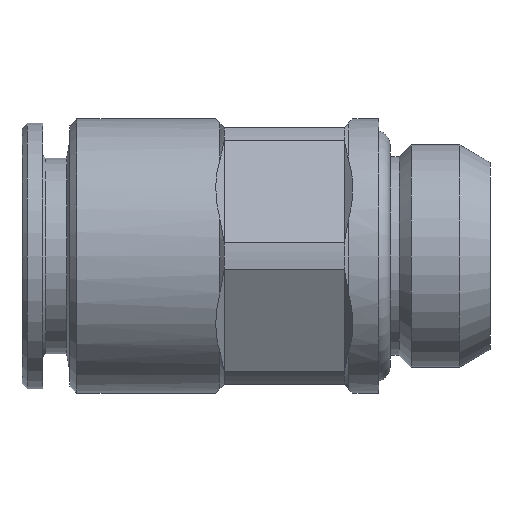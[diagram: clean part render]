
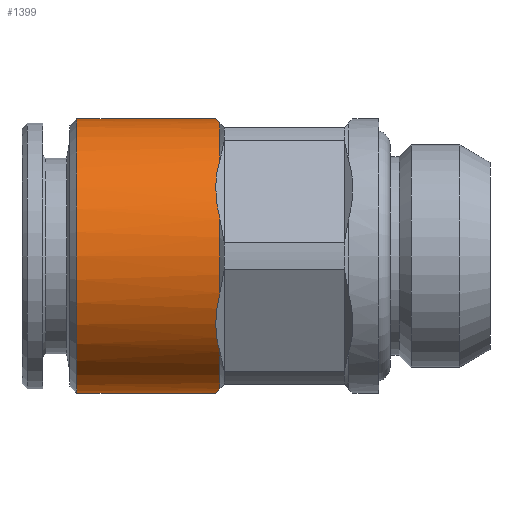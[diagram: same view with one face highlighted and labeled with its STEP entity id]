
A CAD part, left-side view. The second image highlights one B-rep face of the part: STEP entity #1399.
In plain terms, the highlighted cylindrical face has radius 8 mm (diameter 16 mm), a partial arc.
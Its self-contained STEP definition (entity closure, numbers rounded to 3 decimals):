
#45 = CARTESIAN_POINT ( 'NONE',  ( -6.664, 16.085, 4.628 ) ) ;
#58 = CARTESIAN_POINT ( 'NONE',  ( -7.704, 15.75, 2.157 ) ) ;
#59 = CARTESIAN_POINT ( 'NONE',  ( -7.34, 16.085, 3.458 ) ) ;
#83 = CARTESIAN_POINT ( 'NONE',  ( -5.72, 15.75, 5.593 ) ) ;
#88 = CARTESIAN_POINT ( 'NONE',  ( -1.984, 15.75, -7.75 ) ) ;
#161 = CARTESIAN_POINT ( 'NONE',  ( -5.72, 15.75, 5.593 ) ) ;
#163 =( BOUNDED_CURVE ( )  B_SPLINE_CURVE ( 3, ( #161, #45, #59, #58 ),
 .UNSPECIFIED., .F., .T. ) 
 B_SPLINE_CURVE_WITH_KNOTS ( ( 4, 4 ),
 ( 2.891, 3.392 ),
 .UNSPECIFIED. ) 
 CURVE ( )  GEOMETRIC_REPRESENTATION_ITEM ( )  RATIONAL_B_SPLINE_CURVE ( ( 1., 0.979, 0.979, 1. ) ) 
 REPRESENTATION_ITEM ( '' )  );
#197 = DIRECTION ( 'NONE',  ( 0., -1., 0. ) ) ;
#245 = CARTESIAN_POINT ( 'NONE',  ( 0., 15.75, 0. ) ) ;
#246 = AXIS2_PLACEMENT_3D ( 'NONE', #245, #197, #251 ) ;
#247 = CIRCLE ( 'NONE', #246, 8. ) ;
#251 = DIRECTION ( 'NONE',  ( 0., 0., -1. ) ) ;
#1142 = EDGE_CURVE ( 'NONE', #1189, #1254, #2230, .T. ) ;
#1181 = VERTEX_POINT ( 'NONE', #2176 ) ;
#1189 = VERTEX_POINT ( 'NONE', #2172 ) ;
#1211 = EDGE_CURVE ( 'NONE', #1181, #1212, #2144, .T. ) ;
#1212 = VERTEX_POINT ( 'NONE', #2140 ) ;
#1254 = VERTEX_POINT ( 'NONE', #2324 ) ;
#1320 = EDGE_CURVE ( 'NONE', #1437, #1452, #2474, .T. ) ;
#1322 = VERTEX_POINT ( 'NONE', #2492 ) ;
#1328 = EDGE_CURVE ( 'NONE', #1212, #1333, #2495, .T. ) ;
#1332 = ORIENTED_EDGE ( 'NONE', *, *, #1328, .F. ) ;
#1333 = VERTEX_POINT ( 'NONE', #2482 ) ;
#1334 = EDGE_CURVE ( 'NONE', #1452, #1322, #2488, .T. ) ;
#1335 = ORIENTED_EDGE ( 'NONE', *, *, #1342, .T. ) ;
#1336 = ORIENTED_EDGE ( 'NONE', *, *, #1461, .F. ) ;
#1337 = ORIENTED_EDGE ( 'NONE', *, *, #1320, .F. ) ;
#1338 = EDGE_CURVE ( 'NONE', #1539, #1254, #2499, .T. ) ;
#1339 = ORIENTED_EDGE ( 'NONE', *, *, #1338, .F. ) ;
#1340 = ORIENTED_EDGE ( 'NONE', *, *, #1334, .F. ) ;
#1341 = ORIENTED_EDGE ( 'NONE', *, *, #1142, .T. ) ;
#1342 = EDGE_CURVE ( 'NONE', #1181, #1189, #2405, .T. ) ;
#1398 = EDGE_LOOP ( 'NONE', ( #1400, #1335, #1341, #1339, #1336, #1340, #1337, #1633, #1661, #1332 ) ) ;
#1399 = ADVANCED_FACE ( 'NONE', ( #2592 ), #2577, .T. ) ;
#1400 = ORIENTED_EDGE ( 'NONE', *, *, #1211, .F. ) ;
#1437 = VERTEX_POINT ( 'NONE', #2678 ) ;
#1452 = VERTEX_POINT ( 'NONE', #2695 ) ;
#1461 = EDGE_CURVE ( 'NONE', #1322, #1539, #2709, .T. ) ;
#1539 = VERTEX_POINT ( 'NONE', #88 ) ;
#1555 = VERTEX_POINT ( 'NONE', #83 ) ;
#1578 = EDGE_CURVE ( 'NONE', #1555, #1437, #163, .T. ) ;
#1605 = EDGE_CURVE ( 'NONE', #1333, #1555, #247, .T. ) ;
#1633 = ORIENTED_EDGE ( 'NONE', *, *, #1578, .F. ) ;
#1661 = ORIENTED_EDGE ( 'NONE', *, *, #1605, .F. ) ;
#2140 = CARTESIAN_POINT ( 'NONE',  ( 0., 16., 8. ) ) ;
#2141 = DIRECTION ( 'NONE',  ( 0., -1., 0. ) ) ;
#2142 = VECTOR ( 'NONE', #2141, 1000. ) ;
#2143 = CARTESIAN_POINT ( 'NONE',  ( 0., 0., 8. ) ) ;
#2144 = LINE ( 'NONE', #2143, #2142 ) ;
#2172 = CARTESIAN_POINT ( 'NONE',  ( 0., 24.1, -8. ) ) ;
#2176 = CARTESIAN_POINT ( 'NONE',  ( 0., 24.1, 8. ) ) ;
#2229 = DIRECTION ( 'NONE',  ( 0., -1., 0. ) ) ;
#2230 = LINE ( 'NONE', #2249, #2252 ) ;
#2249 = CARTESIAN_POINT ( 'NONE',  ( 0., 0., -8. ) ) ;
#2252 = VECTOR ( 'NONE', #2229, 1000. ) ;
#2324 = CARTESIAN_POINT ( 'NONE',  ( 0., 16., -8. ) ) ;
#2395 = CARTESIAN_POINT ( 'NONE',  ( -6.664, 16.085, -4.628 ) ) ;
#2396 = CARTESIAN_POINT ( 'NONE',  ( -7.34, 16.085, -3.458 ) ) ;
#2398 = CARTESIAN_POINT ( 'NONE',  ( -5.72, 15.75, -5.593 ) ) ;
#2404 = AXIS2_PLACEMENT_3D ( 'NONE', #2413, #2415, #2414 ) ;
#2405 = CIRCLE ( 'NONE', #2404, 8. ) ;
#2413 = CARTESIAN_POINT ( 'NONE',  ( 0., 24.1, 0. ) ) ;
#2414 = DIRECTION ( 'NONE',  ( 0., 0., -1. ) ) ;
#2415 = DIRECTION ( 'NONE',  ( 0., -1., 0. ) ) ;
#2470 = DIRECTION ( 'NONE',  ( 0., 0., -1. ) ) ;
#2471 = AXIS2_PLACEMENT_3D ( 'NONE', #2473, #2472, #2470 ) ;
#2472 = DIRECTION ( 'NONE',  ( 0., -1., 0. ) ) ;
#2473 = CARTESIAN_POINT ( 'NONE',  ( 0., 15.75, 0. ) ) ;
#2474 = CIRCLE ( 'NONE', #2471, 8. ) ;
#2482 = CARTESIAN_POINT ( 'NONE',  ( -1.984, 15.75, 7.75 ) ) ;
#2486 = CARTESIAN_POINT ( 'NONE',  ( -1.984, 15.75, 7.75 ) ) ;
#2487 = CARTESIAN_POINT ( 'NONE',  ( -1.335, 15.916, 7.916 ) ) ;
#2488 =( BOUNDED_CURVE ( )  B_SPLINE_CURVE ( 3, ( #2498, #2396, #2395, #2398 ),
 .UNSPECIFIED., .F., .T. ) 
 B_SPLINE_CURVE_WITH_KNOTS ( ( 4, 4 ),
 ( 2.891, 3.392 ),
 .UNSPECIFIED. ) 
 CURVE ( )  GEOMETRIC_REPRESENTATION_ITEM ( )  RATIONAL_B_SPLINE_CURVE ( ( 1., 0.979, 0.979, 1. ) ) 
 REPRESENTATION_ITEM ( '' )  );
#2490 = CARTESIAN_POINT ( 'NONE',  ( -0.67, 16., 8. ) ) ;
#2491 = CARTESIAN_POINT ( 'NONE',  ( 0., 16., 8. ) ) ;
#2492 = CARTESIAN_POINT ( 'NONE',  ( -5.72, 15.75, -5.593 ) ) ;
#2495 =( BOUNDED_CURVE ( )  B_SPLINE_CURVE ( 3, ( #2491, #2490, #2487, #2486 ),
 .UNSPECIFIED., .F., .T. ) 
 B_SPLINE_CURVE_WITH_KNOTS ( ( 4, 4 ),
 ( 3.142, 3.392 ),
 .UNSPECIFIED. ) 
 CURVE ( )  GEOMETRIC_REPRESENTATION_ITEM ( )  RATIONAL_B_SPLINE_CURVE ( ( 1., 0.995, 0.995, 1. ) ) 
 REPRESENTATION_ITEM ( '' )  );
#2498 = CARTESIAN_POINT ( 'NONE',  ( -7.704, 15.75, -2.157 ) ) ;
#2499 =( BOUNDED_CURVE ( )  B_SPLINE_CURVE ( 3, ( #2503, #2502, #2501, #2500 ),
 .UNSPECIFIED., .F., .T. ) 
 B_SPLINE_CURVE_WITH_KNOTS ( ( 4, 4 ),
 ( 2.891, 3.142 ),
 .UNSPECIFIED. ) 
 CURVE ( )  GEOMETRIC_REPRESENTATION_ITEM ( )  RATIONAL_B_SPLINE_CURVE ( ( 1., 0.995, 0.995, 1. ) ) 
 REPRESENTATION_ITEM ( '' )  );
#2500 = CARTESIAN_POINT ( 'NONE',  ( 0., 16., -8. ) ) ;
#2501 = CARTESIAN_POINT ( 'NONE',  ( -0.67, 16., -8. ) ) ;
#2502 = CARTESIAN_POINT ( 'NONE',  ( -1.335, 15.916, -7.916 ) ) ;
#2503 = CARTESIAN_POINT ( 'NONE',  ( -1.984, 15.75, -7.75 ) ) ;
#2574 = DIRECTION ( 'NONE',  ( 0., 0., -1. ) ) ;
#2577 = CYLINDRICAL_SURFACE ( 'NONE', #2580, 8. ) ;
#2580 = AXIS2_PLACEMENT_3D ( 'NONE', #2591, #2590, #2574 ) ;
#2590 = DIRECTION ( 'NONE',  ( 0., -1., 0. ) ) ;
#2591 = CARTESIAN_POINT ( 'NONE',  ( 0., 0., 0. ) ) ;
#2592 = FACE_OUTER_BOUND ( 'NONE', #1398, .T. ) ;
#2678 = CARTESIAN_POINT ( 'NONE',  ( -7.704, 15.75, 2.157 ) ) ;
#2695 = CARTESIAN_POINT ( 'NONE',  ( -7.704, 15.75, -2.157 ) ) ;
#2702 = AXIS2_PLACEMENT_3D ( 'NONE', #2704, #2719, #2713 ) ;
#2704 = CARTESIAN_POINT ( 'NONE',  ( 0., 15.75, 0. ) ) ;
#2709 = CIRCLE ( 'NONE', #2702, 8. ) ;
#2713 = DIRECTION ( 'NONE',  ( 0., 0., -1. ) ) ;
#2719 = DIRECTION ( 'NONE',  ( 0., -1., 0. ) ) ;
